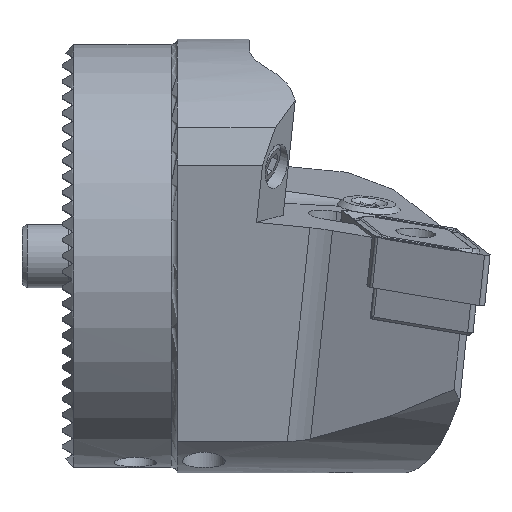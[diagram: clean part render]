
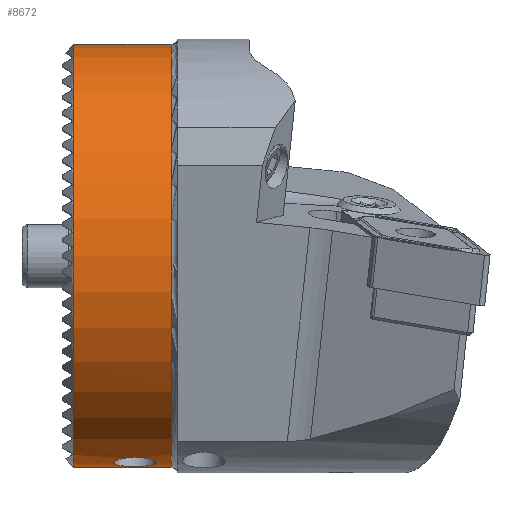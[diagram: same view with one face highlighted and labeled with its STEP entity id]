
A CAD part, top view. The second image highlights one B-rep face of the part: STEP entity #8672.
In plain terms, the highlighted cylindrical face has radius 20 mm (diameter 40 mm), a full revolution.
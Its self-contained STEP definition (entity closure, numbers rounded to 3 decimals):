
#319 = CARTESIAN_POINT ( 'NONE',  ( 6.5, -19.881, 2.181 ) ) ;
#592 = CARTESIAN_POINT ( 'NONE',  ( 4.602, -19.419, 4.785 ) ) ;
#647 = CARTESIAN_POINT ( 'NONE',  ( 8.398, -19.687, 3.527 ) ) ;
#747 = CARTESIAN_POINT ( 'NONE',  ( 8.487, -19.616, 3.903 ) ) ;
#798 = CARTESIAN_POINT ( 'NONE',  ( 7.024, -19.065, 6.044 ) ) ;
#878 = DIRECTION ( 'NONE',  ( -1., 0., 0. ) ) ;
#1807 = CARTESIAN_POINT ( 'NONE',  ( 6.238, -19.879, 2.194 ) ) ;
#1860 = CARTESIAN_POINT ( 'NONE',  ( 4.564, -19.449, 4.664 ) ) ;
#1902 = CARTESIAN_POINT ( 'NONE',  ( 7.505, -19.125, 5.853 ) ) ;
#2011 = CARTESIAN_POINT ( 'NONE',  ( 4.5, -19.536, 4.285 ) ) ;
#2135 = CARTESIAN_POINT ( 'NONE',  ( 6.5, -19.881, 2.181 ) ) ;
#2360 = ORIENTED_EDGE ( 'NONE', *, *, #10983, .T. ) ;
#2837 = CARTESIAN_POINT ( 'NONE',  ( 5.281, -19.832, 2.589 ) ) ;
#3216 = CARTESIAN_POINT ( 'NONE',  ( 8.005, -19.245, 5.444 ) ) ;
#3312 = CARTESIAN_POINT ( 'NONE',  ( 5.855, -19.08, 5.996 ) ) ;
#3433 = B_SPLINE_CURVE_WITH_KNOTS ( 'NONE', 3,
 ( #319, #9373, #1807, #13206, #14193, #7863, #10446, #2837, #9589, #5746, #10821, #15778, #12094, #2011, #5633, #1860, #592, #8193, #6968, #14459, #14620, #13359, #5801, #8137, #10712, #3312, #12203, #9481, #8357, #11996, #798, #1902, #9428, #3216, #15875, #4465, #9533, #13264, #15826, #13411, #7020, #8249, #747, #8301, #647, #4417, #4513, #10769, #14514, #6859, #15730, #4566, #12156, #6915 ),
 .UNSPECIFIED., .T., .F.,
 ( 4, 2, 2, 2, 2, 2, 2, 2, 2, 2, 2, 2, 2, 2, 2, 2, 2, 2, 2, 2, 2, 2, 2, 2, 2, 2, 4 ),
 ( 0., 0., 0.001, 0.001, 0.002, 0.002, 0.003, 0.004, 0.004, 0.004, 0.005, 0.005, 0.005, 0.006, 0.006, 0.007, 0.008, 0.008, 0.009, 0.009, 0.009, 0.01, 0.01, 0.011, 0.011, 0.012, 0.013 ),
 .UNSPECIFIED. ) ;
#3842 = ORIENTED_EDGE ( 'NONE', *, *, #13488, .F. ) ;
#4414 = CIRCLE ( 'NONE', #5109, 20. ) ;
#4417 = CARTESIAN_POINT ( 'NONE',  ( 8.298, -19.728, 3.288 ) ) ;
#4465 = CARTESIAN_POINT ( 'NONE',  ( 8.235, -19.33, 5.135 ) ) ;
#4513 = CARTESIAN_POINT ( 'NONE',  ( 8.237, -19.747, 3.174 ) ) ;
#4566 = CARTESIAN_POINT ( 'NONE',  ( 7.027, -19.875, 2.234 ) ) ;
#4917 = FACE_OUTER_BOUND ( 'NONE', #5333, .T. ) ;
#5080 = DIRECTION ( 'NONE',  ( 0., 0., 1. ) ) ;
#5109 = AXIS2_PLACEMENT_3D ( 'NONE', #8436, #878, #5936 ) ;
#5333 = EDGE_LOOP ( 'NONE', ( #2360 ) ) ;
#5353 = DIRECTION ( 'NONE',  ( 0., 0., 1. ) ) ;
#5633 = CARTESIAN_POINT ( 'NONE',  ( 4.513, -19.507, 4.414 ) ) ;
#5688 = ORIENTED_EDGE ( 'NONE', *, *, #12295, .T. ) ;
#5746 = CARTESIAN_POINT ( 'NONE',  ( 4.901, -19.782, 2.948 ) ) ;
#5801 = CARTESIAN_POINT ( 'NONE',  ( 5.279, -19.171, 5.7 ) ) ;
#5936 = DIRECTION ( 'NONE',  ( 0., 0., 1. ) ) ;
#6859 = CARTESIAN_POINT ( 'NONE',  ( 7.731, -19.833, 2.582 ) ) ;
#6915 = CARTESIAN_POINT ( 'NONE',  ( 6.5, -19.881, 2.181 ) ) ;
#6968 = CARTESIAN_POINT ( 'NONE',  ( 4.765, -19.33, 5.134 ) ) ;
#7020 = CARTESIAN_POINT ( 'NONE',  ( 8.5, -19.535, 4.289 ) ) ;
#7098 = CIRCLE ( 'NONE', #13877, 20. ) ;
#7863 = CARTESIAN_POINT ( 'NONE',  ( 5.613, -19.858, 2.383 ) ) ;
#8137 = CARTESIAN_POINT ( 'NONE',  ( 5.496, -19.129, 5.839 ) ) ;
#8193 = CARTESIAN_POINT ( 'NONE',  ( 4.702, -19.36, 5.02 ) ) ;
#8249 = CARTESIAN_POINT ( 'NONE',  ( 8.5, -19.59, 4.031 ) ) ;
#8301 = CARTESIAN_POINT ( 'NONE',  ( 8.437, -19.664, 3.652 ) ) ;
#8317 = FACE_OUTER_BOUND ( 'NONE', #9383, .T. ) ;
#8357 = CARTESIAN_POINT ( 'NONE',  ( 6.369, -19.049, 6.094 ) ) ;
#8436 = CARTESIAN_POINT ( 'NONE',  ( 9.9, 0., 0. ) ) ;
#8672 = ADVANCED_FACE ( 'NONE', ( #10918, #8317, #4917 ), #12301, .T. ) ;
#9137 = CARTESIAN_POINT ( 'NONE',  ( -0.6, 0., 0. ) ) ;
#9373 = CARTESIAN_POINT ( 'NONE',  ( 6.368, -19.881, 2.181 ) ) ;
#9383 = EDGE_LOOP ( 'NONE', ( #3842 ) ) ;
#9428 = CARTESIAN_POINT ( 'NONE',  ( 7.728, -19.168, 5.71 ) ) ;
#9481 = CARTESIAN_POINT ( 'NONE',  ( 6.236, -19.053, 6.081 ) ) ;
#9533 = CARTESIAN_POINT ( 'NONE',  ( 8.296, -19.359, 5.024 ) ) ;
#9589 = CARTESIAN_POINT ( 'NONE',  ( 5.178, -19.821, 2.673 ) ) ;
#9878 = CARTESIAN_POINT ( 'NONE',  ( 0.7, 0., 20. ) ) ;
#10095 = CARTESIAN_POINT ( 'NONE',  ( 0.7, 0., 0. ) ) ;
#10446 = CARTESIAN_POINT ( 'NONE',  ( 5.498, -19.85, 2.445 ) ) ;
#10601 = DIRECTION ( 'NONE',  ( -1., 0., 0. ) ) ;
#10712 = CARTESIAN_POINT ( 'NONE',  ( 5.613, -19.11, 5.899 ) ) ;
#10769 = CARTESIAN_POINT ( 'NONE',  ( 8.092, -19.78, 2.959 ) ) ;
#10821 = CARTESIAN_POINT ( 'NONE',  ( 4.752, -19.749, 3.169 ) ) ;
#10918 = FACE_BOUND ( 'NONE', #14669, .T. ) ;
#10983 = EDGE_CURVE ( 'NONE', #14936, #14936, #4414, .T. ) ;
#11011 = VERTEX_POINT ( 'NONE', #9878 ) ;
#11588 = VERTEX_POINT ( 'NONE', #2135 ) ;
#11996 = CARTESIAN_POINT ( 'NONE',  ( 6.76, -19.049, 6.094 ) ) ;
#12094 = CARTESIAN_POINT ( 'NONE',  ( 4.5, -19.617, 3.902 ) ) ;
#12156 = CARTESIAN_POINT ( 'NONE',  ( 6.764, -19.881, 2.181 ) ) ;
#12203 = CARTESIAN_POINT ( 'NONE',  ( 5.98, -19.069, 6.032 ) ) ;
#12295 = EDGE_CURVE ( 'NONE', #11588, #11588, #3433, .T. ) ;
#12301 = CYLINDRICAL_SURFACE ( 'NONE', #12726, 20. ) ;
#12599 = DIRECTION ( 'NONE',  ( -1., 0., 0. ) ) ;
#12726 = AXIS2_PLACEMENT_3D ( 'NONE', #9137, #10601, #5353 ) ;
#13206 = CARTESIAN_POINT ( 'NONE',  ( 5.982, -19.874, 2.245 ) ) ;
#13264 = CARTESIAN_POINT ( 'NONE',  ( 8.397, -19.419, 4.789 ) ) ;
#13359 = CARTESIAN_POINT ( 'NONE',  ( 5.178, -19.194, 5.621 ) ) ;
#13411 = CARTESIAN_POINT ( 'NONE',  ( 8.487, -19.507, 4.416 ) ) ;
#13488 = EDGE_CURVE ( 'NONE', #11011, #11011, #7098, .T. ) ;
#13877 = AXIS2_PLACEMENT_3D ( 'NONE', #10095, #12599, #5080 ) ;
#14193 = CARTESIAN_POINT ( 'NONE',  ( 5.855, -19.869, 2.283 ) ) ;
#14459 = CARTESIAN_POINT ( 'NONE',  ( 4.909, -19.273, 5.343 ) ) ;
#14514 = CARTESIAN_POINT ( 'NONE',  ( 8.007, -19.795, 2.857 ) ) ;
#14620 = CARTESIAN_POINT ( 'NONE',  ( 4.992, -19.246, 5.441 ) ) ;
#14669 = EDGE_LOOP ( 'NONE', ( #5688 ) ) ;
#14936 = VERTEX_POINT ( 'NONE', #15954 ) ;
#15730 = CARTESIAN_POINT ( 'NONE',  ( 7.508, -19.852, 2.434 ) ) ;
#15778 = CARTESIAN_POINT ( 'NONE',  ( 4.553, -19.667, 3.643 ) ) ;
#15826 = CARTESIAN_POINT ( 'NONE',  ( 8.436, -19.449, 4.665 ) ) ;
#15875 = CARTESIAN_POINT ( 'NONE',  ( 8.09, -19.273, 5.345 ) ) ;
#15954 = CARTESIAN_POINT ( 'NONE',  ( 9.9, 0., 20. ) ) ;
